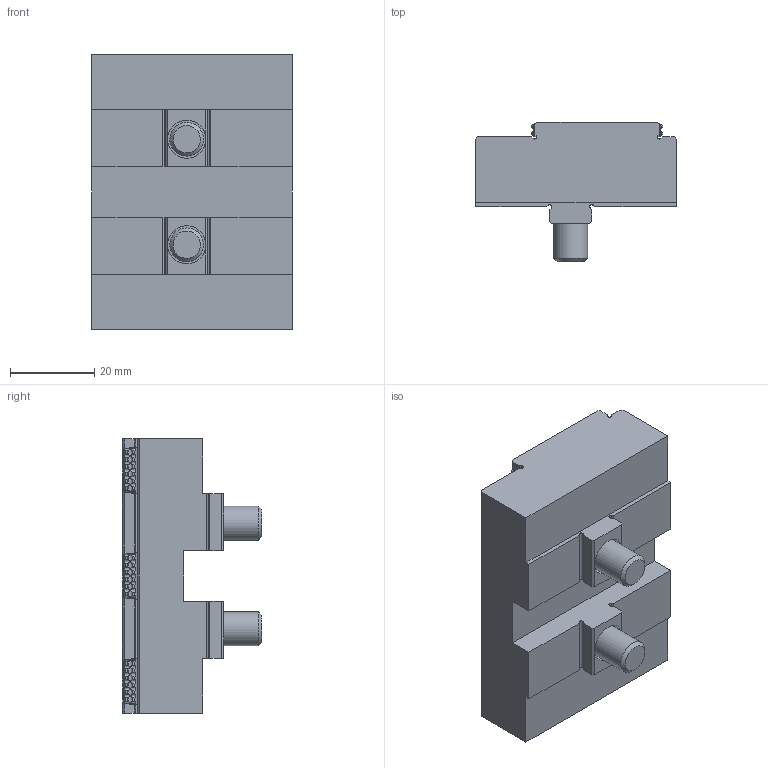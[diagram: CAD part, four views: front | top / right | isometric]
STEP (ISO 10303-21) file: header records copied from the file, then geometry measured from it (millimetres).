
FILE_DESCRIPTION(/* description */ (''),/* implementation_level */ '2;1');
FILE_NAME(/* name */ '301-0065-004-Kunde.stp',/* time_stamp */ '2023-01-20T13:10:31+01:00',/* author */ ('Chiacchiera'),/* organization */ (''),/* preprocessor_version */ 'ST-DEVELOPER v19.2',/* originating_system */ 'Autodesk Inventor 2023',/* authorisation */ '');
FILE_SCHEMA (('AUTOMOTIVE_DESIGN { 1 0 10303 214 3 1 1 }'));
Length unit declared in the file: millimetre
Products named in the file (1): 301-0065-004-Kunde
Bounding box: 47.5 x 33 x 65 mm (x, y, z)
Volume: 53671.6 mm3; surface area: 16704.3 mm2
Topology: 1 solids, 13 shells, 826 faces, 2306 edges, 1500 vertices
Faces by surface type: plane 500, cylinder 254, cone 64, torus 8
Full cylindrical faces by diameter (mm): 2.459 x6, 3 x6, 3.5 x6, 5 x6, 8 x2, 9 x2, 13 x2, 14 x2
Entity records: 29961 total; most frequent: CARTESIAN_POINT 8139, ORIENTED_EDGE 4572, DIRECTION 4134, EDGE_CURVE 2286, VERTEX_POINT 1500, LINE 1404, VECTOR 1404, AXIS2_PLACEMENT_3D 1365
